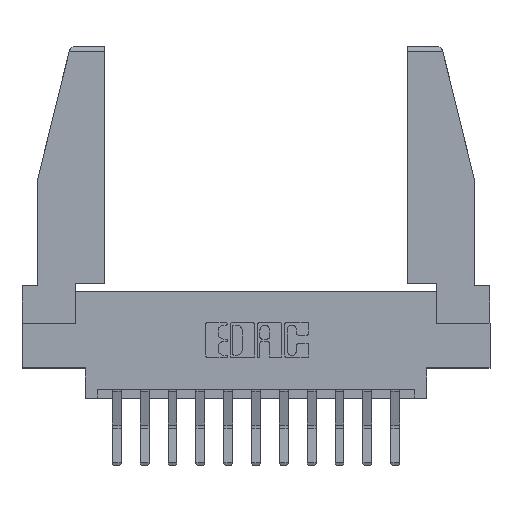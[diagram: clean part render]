
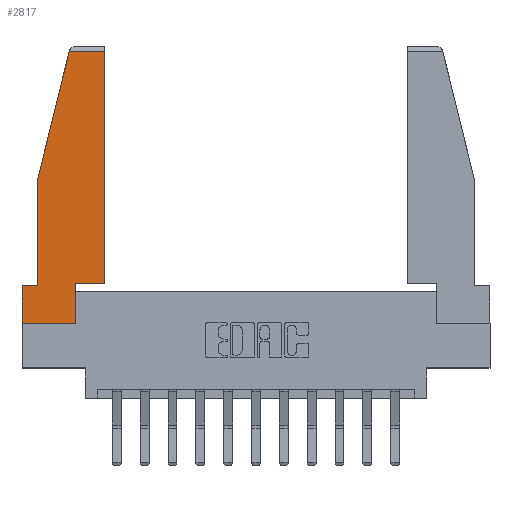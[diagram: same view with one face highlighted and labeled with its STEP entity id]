
A CAD part, top view. The second image highlights one B-rep face of the part: STEP entity #2817.
In plain terms, the highlighted planar face has unit normal (0, 0, 1).
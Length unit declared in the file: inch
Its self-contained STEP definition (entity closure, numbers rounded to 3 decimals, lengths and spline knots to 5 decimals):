
#229 = VERTEX_POINT ( 'NONE', #685 ) ;
#304 = ORIENTED_EDGE ( 'NONE', *, *, #10017, .T. ) ;
#685 = CARTESIAN_POINT ( 'NONE',  ( 0.297, 0., 0. ) ) ;
#809 = VERTEX_POINT ( 'NONE', #5990 ) ;
#906 = VERTEX_POINT ( 'NONE', #2177 ) ;
#1215 = LINE ( 'NONE', #4902, #4169 ) ;
#1219 = EDGE_CURVE ( 'NONE', #3707, #14554, #7137, .T. ) ;
#1635 = ORIENTED_EDGE ( 'NONE', *, *, #1219, .T. ) ;
#1638 = VECTOR ( 'NONE', #13440, 39.37008 ) ;
#1648 = CARTESIAN_POINT ( 'NONE',  ( 0.461, 0.223, 0. ) ) ;
#1694 = PLANE ( 'NONE',  #3173 ) ;
#1750 = DIRECTION ( 'NONE',  ( 1., 0., 0. ) ) ;
#2177 = CARTESIAN_POINT ( 'NONE',  ( 0.461, 1.52, 0. ) ) ;
#2817 = ADVANCED_FACE ( 'NONE', ( #3950 ), #1694, .T. ) ;
#3134 = CARTESIAN_POINT ( 'NONE',  ( 0.086, 0.8, 0. ) ) ;
#3173 = AXIS2_PLACEMENT_3D ( 'NONE', #7621, #5155, #1750 ) ;
#3403 = LINE ( 'NONE', #12479, #13708 ) ;
#3684 = VECTOR ( 'NONE', #13787, 39.37008 ) ;
#3707 = VERTEX_POINT ( 'NONE', #11157 ) ;
#3950 = FACE_OUTER_BOUND ( 'NONE', #11200, .T. ) ;
#4012 = VECTOR ( 'NONE', #12507, 39.37008 ) ;
#4169 = VECTOR ( 'NONE', #7269, 39.37008 ) ;
#4190 = CARTESIAN_POINT ( 'NONE',  ( 0.086, 0.8, 0. ) ) ;
#4286 = DIRECTION ( 'NONE',  ( 0., -1., 0. ) ) ;
#4528 = ORIENTED_EDGE ( 'NONE', *, *, #7022, .T. ) ;
#4550 = LINE ( 'NONE', #4190, #14305 ) ;
#4633 = ORIENTED_EDGE ( 'NONE', *, *, #11602, .T. ) ;
#4902 = CARTESIAN_POINT ( 'NONE',  ( 0., 0.21, 0. ) ) ;
#4911 = VECTOR ( 'NONE', #8659, 39.37008 ) ;
#4940 = CARTESIAN_POINT ( 'NONE',  ( 0.086, 0.21, 0. ) ) ;
#5155 = DIRECTION ( 'NONE',  ( 0., 0., 1. ) ) ;
#5278 = CARTESIAN_POINT ( 'NONE',  ( 0.297, 0., 0. ) ) ;
#5293 = LINE ( 'NONE', #1648, #14475 ) ;
#5747 = LINE ( 'NONE', #9555, #13839 ) ;
#5950 = VERTEX_POINT ( 'NONE', #14039 ) ;
#5990 = CARTESIAN_POINT ( 'NONE',  ( 0.461, 0.223, 0. ) ) ;
#6203 = DIRECTION ( 'NONE',  ( 1., 0., 0. ) ) ;
#6385 = ORIENTED_EDGE ( 'NONE', *, *, #8770, .T. ) ;
#6646 = CARTESIAN_POINT ( 'NONE',  ( 0., 1.52, 0. ) ) ;
#7022 = EDGE_CURVE ( 'NONE', #906, #9862, #14343, .T. ) ;
#7137 = LINE ( 'NONE', #10373, #4012 ) ;
#7269 = DIRECTION ( 'NONE',  ( -1., 0., 0. ) ) ;
#7276 = EDGE_CURVE ( 'NONE', #229, #5950, #11969, .T. ) ;
#7300 = LINE ( 'NONE', #7677, #4911 ) ;
#7475 = CARTESIAN_POINT ( 'NONE',  ( 0.2636, 1.52, 0. ) ) ;
#7621 = CARTESIAN_POINT ( 'NONE',  ( 0., 0., 0. ) ) ;
#7677 = CARTESIAN_POINT ( 'NONE',  ( 0.271, 1.55, 0. ) ) ;
#7837 = DIRECTION ( 'NONE',  ( 1., 0., 0. ) ) ;
#8328 = EDGE_CURVE ( 'NONE', #14126, #12845, #4550, .T. ) ;
#8559 = ORIENTED_EDGE ( 'NONE', *, *, #8794, .T. ) ;
#8659 = DIRECTION ( 'NONE',  ( -0.239, -0.971, 0. ) ) ;
#8705 = EDGE_CURVE ( 'NONE', #12845, #3707, #1215, .T. ) ;
#8770 = EDGE_CURVE ( 'NONE', #9862, #14126, #7300, .T. ) ;
#8794 = EDGE_CURVE ( 'NONE', #809, #906, #5293, .T. ) ;
#8945 = ORIENTED_EDGE ( 'NONE', *, *, #7276, .T. ) ;
#9555 = CARTESIAN_POINT ( 'NONE',  ( 0., 0., 0. ) ) ;
#9610 = ORIENTED_EDGE ( 'NONE', *, *, #8328, .T. ) ;
#9789 = DIRECTION ( 'NONE',  ( 0., 1., 0. ) ) ;
#9862 = VERTEX_POINT ( 'NONE', #7475 ) ;
#10017 = EDGE_CURVE ( 'NONE', #5950, #809, #3403, .T. ) ;
#10373 = CARTESIAN_POINT ( 'NONE',  ( 0., 0.21, 0. ) ) ;
#10962 = CARTESIAN_POINT ( 'NONE',  ( 0., 0., 0. ) ) ;
#11157 = CARTESIAN_POINT ( 'NONE',  ( 0., 0.21, 0. ) ) ;
#11200 = EDGE_LOOP ( 'NONE', ( #8559, #4528, #6385, #9610, #12236, #1635, #4633, #8945, #304 ) ) ;
#11602 = EDGE_CURVE ( 'NONE', #14554, #229, #5747, .T. ) ;
#11969 = LINE ( 'NONE', #5278, #1638 ) ;
#12236 = ORIENTED_EDGE ( 'NONE', *, *, #8705, .T. ) ;
#12479 = CARTESIAN_POINT ( 'NONE',  ( 0.297, 0.223, 0. ) ) ;
#12507 = DIRECTION ( 'NONE',  ( 0., -1., 0. ) ) ;
#12845 = VERTEX_POINT ( 'NONE', #4940 ) ;
#13440 = DIRECTION ( 'NONE',  ( 0., 1., 0. ) ) ;
#13708 = VECTOR ( 'NONE', #7837, 39.37008 ) ;
#13787 = DIRECTION ( 'NONE',  ( -1., 0., 0. ) ) ;
#13839 = VECTOR ( 'NONE', #6203, 39.37008 ) ;
#14039 = CARTESIAN_POINT ( 'NONE',  ( 0.297, 0.223, 0. ) ) ;
#14126 = VERTEX_POINT ( 'NONE', #3134 ) ;
#14305 = VECTOR ( 'NONE', #4286, 39.37008 ) ;
#14343 = LINE ( 'NONE', #6646, #3684 ) ;
#14475 = VECTOR ( 'NONE', #9789, 39.37008 ) ;
#14554 = VERTEX_POINT ( 'NONE', #10962 ) ;
